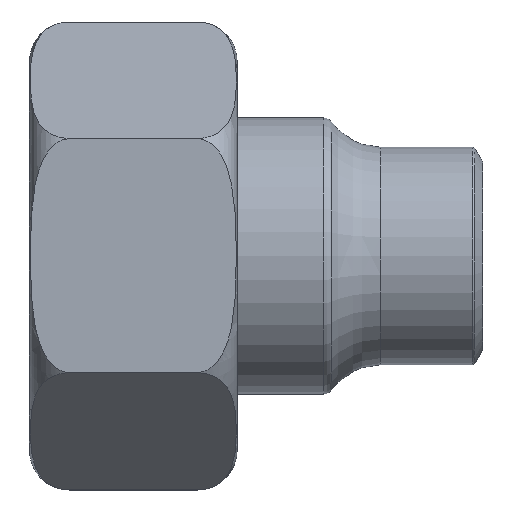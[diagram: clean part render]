
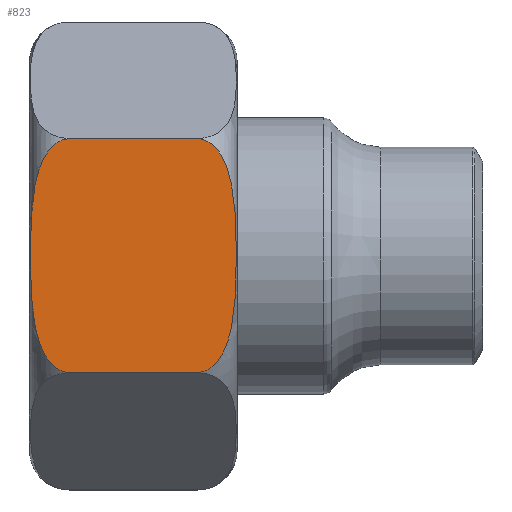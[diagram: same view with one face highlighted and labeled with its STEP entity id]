
A CAD part, top view. The second image highlights one B-rep face of the part: STEP entity #823.
In plain terms, the highlighted face is planar.
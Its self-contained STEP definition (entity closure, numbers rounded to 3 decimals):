
#481=FACE_OUTER_BOUND('',#1225,.T.);
#588=LINE('',#4117,#694);
#589=LINE('',#4122,#695);
#694=VECTOR('',#3121,1.);
#695=VECTOR('',#3126,1.);
#823=ADVANCED_FACE('',(#481),#964,.T.);
#964=PLANE('',#2946);
#1225=EDGE_LOOP('',(#1555,#1556,#1557,#1558));
#1555=ORIENTED_EDGE('',*,*,#2442,.T.);
#1556=ORIENTED_EDGE('',*,*,#2461,.T.);
#1557=ORIENTED_EDGE('',*,*,#2444,.T.);
#1558=ORIENTED_EDGE('',*,*,#2467,.T.);
#2191=VERTEX_POINT('',#4111);
#2194=VERTEX_POINT('',#4116);
#2196=VERTEX_POINT('',#4121);
#2197=VERTEX_POINT('',#4123);
#2442=EDGE_CURVE('',#2191,#2194,#588,.T.);
#2444=EDGE_CURVE('',#2197,#2196,#589,.T.);
#2461=EDGE_CURVE('',#2194,#2197,#2791,.T.);
#2467=EDGE_CURVE('',#2196,#2191,#2793,.T.);
#2791=B_SPLINE_CURVE_WITH_KNOTS('',3,(#4239,#4240,#4241,#4242,#4243,#4244,
#4245,#4246,#4247,#4248,#4249,#4250,#4251,#4252,#4253,#4254,#4255,#4256),
 .UNSPECIFIED.,.F.,.F.,(4,2,2,2,2,2,2,2,4),(0.,0.062,0.125,
0.25,0.5,0.75,0.875,0.938,1.),.UNSPECIFIED.);
#2793=B_SPLINE_CURVE_WITH_KNOTS('',3,(#4284,#4285,#4286,#4287,#4288,#4289,
#4290,#4291,#4292,#4293,#4294,#4295,#4296,#4297,#4298,#4299,#4300,#4301),
 .UNSPECIFIED.,.F.,.F.,(4,2,2,2,2,2,2,2,4),(0.,0.062,0.125,
0.25,0.5,0.75,0.875,0.938,1.),.UNSPECIFIED.);
#2946=AXIS2_PLACEMENT_3D('',#4393,#3188,#3189);
#3121=DIRECTION('',(-1.,0.,0.));
#3126=DIRECTION('',(1.,0.,0.));
#3188=DIRECTION('',(0.,0.866,-0.5));
#3189=DIRECTION('',(0.,0.5,0.866));
#4111=CARTESIAN_POINT('',(17.,11.85,-20.475));
#4116=CARTESIAN_POINT('',(4.,11.85,-20.475));
#4117=CARTESIAN_POINT('',(0.,11.85,-20.475));
#4121=CARTESIAN_POINT('',(17.,23.657,-0.025));
#4122=CARTESIAN_POINT('',(0.,23.657,-0.025));
#4123=CARTESIAN_POINT('',(4.,23.657,-0.025));
#4239=CARTESIAN_POINT('',(4.,11.85,-20.475));
#4240=CARTESIAN_POINT('',(3.429,11.85,-20.475));
#4241=CARTESIAN_POINT('',(2.888,11.979,-20.251));
#4242=CARTESIAN_POINT('',(2.039,12.348,-19.612));
#4243=CARTESIAN_POINT('',(1.711,12.585,-19.202));
#4244=CARTESIAN_POINT('',(0.933,13.328,-17.915));
#4245=CARTESIAN_POINT('',(0.659,13.882,-16.956));
#4246=CARTESIAN_POINT('',(0.114,15.523,-14.113));
#4247=CARTESIAN_POINT('',(0.09,16.645,-12.171));
#4248=CARTESIAN_POINT('',(0.09,18.872,-8.313));
#4249=CARTESIAN_POINT('',(0.113,19.992,-6.373));
#4250=CARTESIAN_POINT('',(0.666,21.643,-3.514));
#4251=CARTESIAN_POINT('',(0.937,22.187,-2.571));
#4252=CARTESIAN_POINT('',(1.721,22.93,-1.284));
#4253=CARTESIAN_POINT('',(2.051,23.165,-0.876));
#4254=CARTESIAN_POINT('',(2.894,23.529,-0.247));
#4255=CARTESIAN_POINT('',(3.433,23.657,-0.025));
#4256=CARTESIAN_POINT('',(4.,23.657,-0.025));
#4284=CARTESIAN_POINT('',(17.,23.657,-0.025));
#4285=CARTESIAN_POINT('',(17.571,23.657,-0.025));
#4286=CARTESIAN_POINT('',(18.112,23.528,-0.249));
#4287=CARTESIAN_POINT('',(18.961,23.159,-0.888));
#4288=CARTESIAN_POINT('',(19.289,22.922,-1.298));
#4289=CARTESIAN_POINT('',(20.067,22.179,-2.585));
#4290=CARTESIAN_POINT('',(20.341,21.625,-3.544));
#4291=CARTESIAN_POINT('',(20.886,19.984,-6.387));
#4292=CARTESIAN_POINT('',(20.91,18.863,-8.329));
#4293=CARTESIAN_POINT('',(20.91,16.635,-12.187));
#4294=CARTESIAN_POINT('',(20.887,15.515,-14.127));
#4295=CARTESIAN_POINT('',(20.334,13.864,-16.986));
#4296=CARTESIAN_POINT('',(20.063,13.32,-17.929));
#4297=CARTESIAN_POINT('',(19.279,12.577,-19.216));
#4298=CARTESIAN_POINT('',(18.949,12.342,-19.624));
#4299=CARTESIAN_POINT('',(18.106,11.978,-20.253));
#4300=CARTESIAN_POINT('',(17.567,11.85,-20.475));
#4301=CARTESIAN_POINT('',(17.,11.85,-20.475));
#4393=CARTESIAN_POINT('',(23.1,23.671,0.));
